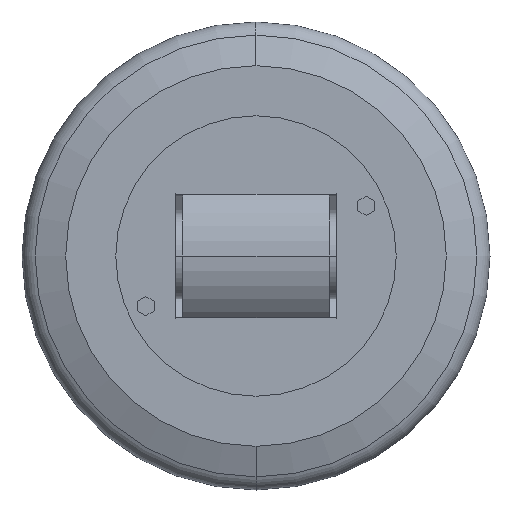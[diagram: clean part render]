
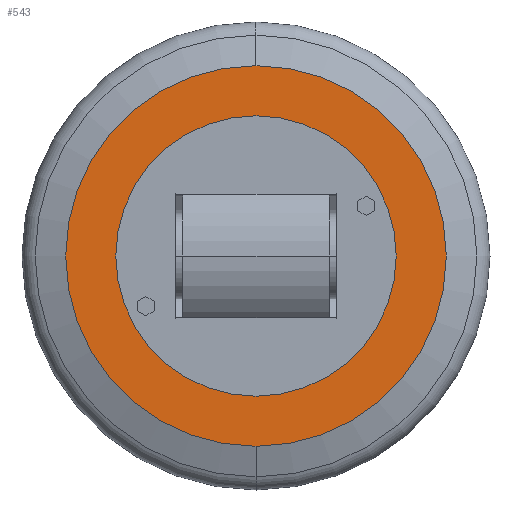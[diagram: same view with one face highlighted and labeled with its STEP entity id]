
A CAD part, left-side view. The second image highlights one B-rep face of the part: STEP entity #543.
In plain terms, the highlighted planar face has unit normal (-1, 0, 0).
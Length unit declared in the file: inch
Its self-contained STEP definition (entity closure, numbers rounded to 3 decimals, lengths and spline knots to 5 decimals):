
#50 = AXIS2_PLACEMENT_3D ( 'NONE', #1738, #1773, #1544 ) ;
#96 = DIRECTION ( 'NONE',  ( 0., 0., 1. ) ) ;
#117 = EDGE_LOOP ( 'NONE', ( #168, #1686 ) ) ;
#146 = EDGE_CURVE ( 'NONE', #2169, #1534, #2662, .T. ) ;
#162 = DIRECTION ( 'NONE',  ( 1., 0., 0. ) ) ;
#168 = ORIENTED_EDGE ( 'NONE', *, *, #2128, .T. ) ;
#271 = CARTESIAN_POINT ( 'NONE',  ( 0.0981, -0.82677, 0. ) ) ;
#339 = DIRECTION ( 'NONE',  ( 1., 0., 0. ) ) ;
#385 = AXIS2_PLACEMENT_3D ( 'NONE', #2480, #339, #96 ) ;
#435 = DIRECTION ( 'NONE',  ( 0., 0., 1. ) ) ;
#472 = EDGE_LOOP ( 'NONE', ( #2418, #2400 ) ) ;
#543 = ADVANCED_FACE ( 'NONE', ( #873, #675 ), #3087, .F. ) ;
#654 = VERTEX_POINT ( 'NONE', #1696 ) ;
#675 = FACE_BOUND ( 'NONE', #117, .T. ) ;
#830 = CIRCLE ( 'NONE', #385, 1.12205 ) ;
#873 = FACE_OUTER_BOUND ( 'NONE', #472, .T. ) ;
#949 = DIRECTION ( 'NONE',  ( 1., 0., 0. ) ) ;
#1196 = EDGE_CURVE ( 'NONE', #1534, #2169, #830, .T. ) ;
#1199 = DIRECTION ( 'NONE',  ( 0., 0., 1. ) ) ;
#1327 = DIRECTION ( 'NONE',  ( 1., 0., 0. ) ) ;
#1458 = VERTEX_POINT ( 'NONE', #1988 ) ;
#1503 = EDGE_CURVE ( 'NONE', #654, #1458, #2639, .T. ) ;
#1534 = VERTEX_POINT ( 'NONE', #2775 ) ;
#1544 = DIRECTION ( 'NONE',  ( 0., 0., 1. ) ) ;
#1686 = ORIENTED_EDGE ( 'NONE', *, *, #1503, .T. ) ;
#1696 = CARTESIAN_POINT ( 'NONE',  ( 0.0981, 0., -0.82677 ) ) ;
#1738 = CARTESIAN_POINT ( 'NONE',  ( 0.0981, 0., 0. ) ) ;
#1757 = DIRECTION ( 'NONE',  ( 0., 0., 1. ) ) ;
#1773 = DIRECTION ( 'NONE',  ( 1., 0., 0. ) ) ;
#1862 = CARTESIAN_POINT ( 'NONE',  ( 0.0981, 0., 0. ) ) ;
#1988 = CARTESIAN_POINT ( 'NONE',  ( 0.0981, 0., 0.82677 ) ) ;
#2069 = CARTESIAN_POINT ( 'NONE',  ( 0.0981, 0., -1.12205 ) ) ;
#2128 = EDGE_CURVE ( 'NONE', #1458, #654, #2434, .T. ) ;
#2143 = AXIS2_PLACEMENT_3D ( 'NONE', #271, #949, #1199 ) ;
#2169 = VERTEX_POINT ( 'NONE', #2069 ) ;
#2400 = ORIENTED_EDGE ( 'NONE', *, *, #146, .F. ) ;
#2418 = ORIENTED_EDGE ( 'NONE', *, *, #1196, .F. ) ;
#2434 = CIRCLE ( 'NONE', #2574, 0.82677 ) ;
#2480 = CARTESIAN_POINT ( 'NONE',  ( 0.0981, 0., 0. ) ) ;
#2574 = AXIS2_PLACEMENT_3D ( 'NONE', #2756, #1327, #1757 ) ;
#2639 = CIRCLE ( 'NONE', #2907, 0.82677 ) ;
#2662 = CIRCLE ( 'NONE', #50, 1.12205 ) ;
#2756 = CARTESIAN_POINT ( 'NONE',  ( 0.0981, 0., 0. ) ) ;
#2775 = CARTESIAN_POINT ( 'NONE',  ( 0.0981, 0., 1.12205 ) ) ;
#2907 = AXIS2_PLACEMENT_3D ( 'NONE', #1862, #162, #435 ) ;
#3087 = PLANE ( 'NONE',  #2143 ) ;
